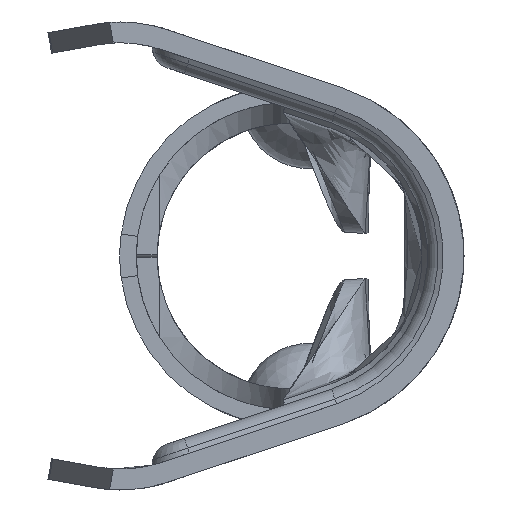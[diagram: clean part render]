
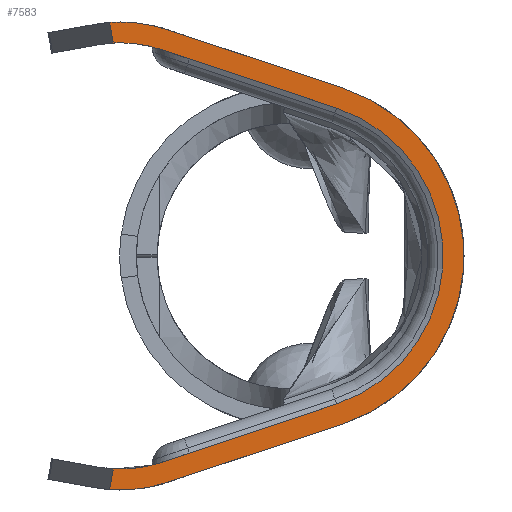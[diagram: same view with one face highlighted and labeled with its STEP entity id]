
A CAD part, left-side view. The second image highlights one B-rep face of the part: STEP entity #7583.
In plain terms, the highlighted planar face has unit normal (-1, 0, 0).
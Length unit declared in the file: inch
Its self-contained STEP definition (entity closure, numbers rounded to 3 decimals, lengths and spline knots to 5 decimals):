
#51 = VERTEX_POINT ( 'NONE', #6793 ) ;
#319 = DIRECTION ( 'NONE',  ( -1., 0., 0. ) ) ;
#431 = DIRECTION ( 'NONE',  ( 0., 0., 1. ) ) ;
#460 = VECTOR ( 'NONE', #19166, 39.37008 ) ;
#550 = DIRECTION ( 'NONE',  ( -1., 0., 0. ) ) ;
#725 = AXIS2_PLACEMENT_3D ( 'NONE', #8263, #14492, #431 ) ;
#1073 = PLANE ( 'NONE',  #13092 ) ;
#1187 = DIRECTION ( 'NONE',  ( 0., 0.176, -0.984 ) ) ;
#1486 = EDGE_CURVE ( 'NONE', #7740, #51, #12208, .T. ) ;
#1647 = DIRECTION ( 'NONE',  ( 0., 0.176, 0.984 ) ) ;
#1706 = DIRECTION ( 'NONE',  ( 1., 0., 0. ) ) ;
#2245 = VECTOR ( 'NONE', #1647, 39.37008 ) ;
#2341 = ORIENTED_EDGE ( 'NONE', *, *, #4534, .F. ) ;
#2633 = ORIENTED_EDGE ( 'NONE', *, *, #6122, .F. ) ;
#2982 = DIRECTION ( 'NONE',  ( 0., 0.949, 0.316 ) ) ;
#3171 = DIRECTION ( 'NONE',  ( 0., 0., -1. ) ) ;
#3228 = CIRCLE ( 'NONE', #14681, 0.14 ) ;
#3299 = ORIENTED_EDGE ( 'NONE', *, *, #1486, .F. ) ;
#3746 = AXIS2_PLACEMENT_3D ( 'NONE', #14383, #319, #6621 ) ;
#4317 = AXIS2_PLACEMENT_3D ( 'NONE', #6414, #12641, #18881 ) ;
#4436 = VECTOR ( 'NONE', #1187, 39.37008 ) ;
#4529 = CARTESIAN_POINT ( 'NONE',  ( -2.035, 0.12453, -0.19883 ) ) ;
#4534 = EDGE_CURVE ( 'NONE', #5035, #7740, #3228, .T. ) ;
#4639 = VECTOR ( 'NONE', #19003, 39.37008 ) ;
#4796 = CARTESIAN_POINT ( 'NONE',  ( -2.035, 0.17332, 0.22458 ) ) ;
#5035 = VERTEX_POINT ( 'NONE', #4796 ) ;
#5333 = DIRECTION ( 'NONE',  ( 0., 0.949, -0.316 ) ) ;
#5399 = EDGE_CURVE ( 'NONE', #19046, #5035, #9468, .T. ) ;
#5555 = CIRCLE ( 'NONE', #16986, 0.17 ) ;
#5684 = DIRECTION ( 'NONE',  ( -1., 0., 0. ) ) ;
#5729 = EDGE_CURVE ( 'NONE', #10047, #14693, #5555, .T. ) ;
#5885 = VERTEX_POINT ( 'NONE', #7291 ) ;
#6122 = EDGE_CURVE ( 'NONE', #16759, #9429, #18305, .T. ) ;
#6264 = VERTEX_POINT ( 'NONE', #16520 ) ;
#6414 = CARTESIAN_POINT ( 'NONE',  ( -2.035, 0.1625, 0.085 ) ) ;
#6538 = LINE ( 'NONE', #12764, #4639 ) ;
#6621 = DIRECTION ( 'NONE',  ( 0., 0., 1. ) ) ;
#6701 = LINE ( 'NONE', #12921, #460 ) ;
#6793 = CARTESIAN_POINT ( 'NONE',  ( -2.035, 0.1182, 0.21781 ) ) ;
#6850 = DIRECTION ( 'NONE',  ( 0., 0., -1. ) ) ;
#7035 = CARTESIAN_POINT ( 'NONE',  ( -2.035, 0.1625, 0.085 ) ) ;
#7051 = CIRCLE ( 'NONE', #18462, 0.12 ) ;
#7291 = CARTESIAN_POINT ( 'NONE',  ( -2.035, 0.1625, 0.205 ) ) ;
#7370 = CARTESIAN_POINT ( 'NONE',  ( -2.035, 0.0025, 0. ) ) ;
#7583 = ADVANCED_FACE ( 'NONE', ( #15121 ), #1073, .F. ) ;
#7740 = VERTEX_POINT ( 'NONE', #9405 ) ;
#7994 = DIRECTION ( 'NONE',  ( 0., 0., -1. ) ) ;
#8263 = CARTESIAN_POINT ( 'NONE',  ( -2.035, 0.1625, 0.085 ) ) ;
#8567 = VERTEX_POINT ( 'NONE', #4529 ) ;
#9017 = LINE ( 'NONE', #15234, #4436 ) ;
#9076 = ORIENTED_EDGE ( 'NONE', *, *, #5729, .F. ) ;
#9405 = CARTESIAN_POINT ( 'NONE',  ( -2.035, 0.1625, 0.225 ) ) ;
#9429 = VERTEX_POINT ( 'NONE', #9989 ) ;
#9468 = LINE ( 'NONE', #15678, #2245 ) ;
#9499 = AXIS2_PLACEMENT_3D ( 'NONE', #15733, #1706, #7994 ) ;
#9663 = EDGE_CURVE ( 'NONE', #6264, #13833, #10785, .T. ) ;
#9989 = CARTESIAN_POINT ( 'NONE',  ( -2.035, 0.17332, -0.22458 ) ) ;
#10047 = VERTEX_POINT ( 'NONE', #16798 ) ;
#10123 = EDGE_LOOP ( 'NONE', ( #11651, #2633, #13505, #9076, #19080, #3299, #2341, #16472, #11578, #18691, #18504, #18298, #19172, #19315 ) ) ;
#10785 = LINE ( 'NONE', #17013, #18377 ) ;
#10934 = CARTESIAN_POINT ( 'NONE',  ( -2.035, 0.16977, -0.20478 ) ) ;
#10967 = CARTESIAN_POINT ( 'NONE',  ( -2.035, 0.0025, 0. ) ) ;
#11269 = AXIS2_PLACEMENT_3D ( 'NONE', #14612, #550, #6850 ) ;
#11578 = ORIENTED_EDGE ( 'NONE', *, *, #12134, .F. ) ;
#11651 = ORIENTED_EDGE ( 'NONE', *, *, #17861, .T. ) ;
#11808 = EDGE_CURVE ( 'NONE', #51, #10047, #6538, .T. ) ;
#11918 = DIRECTION ( 'NONE',  ( 0., 0., -1. ) ) ;
#12134 = EDGE_CURVE ( 'NONE', #5885, #19046, #13134, .T. ) ;
#12208 = CIRCLE ( 'NONE', #725, 0.14 ) ;
#12579 = CIRCLE ( 'NONE', #3746, 0.12 ) ;
#12581 = VERTEX_POINT ( 'NONE', #14751 ) ;
#12641 = DIRECTION ( 'NONE',  ( -1., 0., 0. ) ) ;
#12764 = CARTESIAN_POINT ( 'NONE',  ( -2.035, -0.0513, 0.16126 ) ) ;
#12921 = CARTESIAN_POINT ( 'NONE',  ( -2.035, -0.04497, -0.14229 ) ) ;
#13092 = AXIS2_PLACEMENT_3D ( 'NONE', #7370, #13583, #19830 ) ;
#13098 = LINE ( 'NONE', #19340, #15258 ) ;
#13134 = CIRCLE ( 'NONE', #4317, 0.12 ) ;
#13247 = DIRECTION ( 'NONE',  ( 1., 0., 0. ) ) ;
#13505 = ORIENTED_EDGE ( 'NONE', *, *, #20073, .F. ) ;
#13583 = DIRECTION ( 'NONE',  ( 1., 0., 0. ) ) ;
#13820 = CARTESIAN_POINT ( 'NONE',  ( -2.035, 0.12453, 0.19883 ) ) ;
#13833 = VERTEX_POINT ( 'NONE', #13820 ) ;
#14338 = VERTEX_POINT ( 'NONE', #10934 ) ;
#14383 = CARTESIAN_POINT ( 'NONE',  ( -2.035, 0.1625, 0.085 ) ) ;
#14492 = DIRECTION ( 'NONE',  ( 1., 0., 0. ) ) ;
#14612 = CARTESIAN_POINT ( 'NONE',  ( -2.035, 0.0025, 0. ) ) ;
#14681 = AXIS2_PLACEMENT_3D ( 'NONE', #7035, #13247, #19488 ) ;
#14693 = VERTEX_POINT ( 'NONE', #16736 ) ;
#14751 = CARTESIAN_POINT ( 'NONE',  ( -2.035, -0.04497, -0.14229 ) ) ;
#15121 = FACE_OUTER_BOUND ( 'NONE', #10123, .T. ) ;
#15234 = CARTESIAN_POINT ( 'NONE',  ( -2.035, 0.08455, 0.27079 ) ) ;
#15258 = VECTOR ( 'NONE', #5333, 39.37008 ) ;
#15678 = CARTESIAN_POINT ( 'NONE',  ( -2.035, 0.08455, -0.27079 ) ) ;
#15733 = CARTESIAN_POINT ( 'NONE',  ( -2.035, 0.1625, -0.085 ) ) ;
#15819 = EDGE_CURVE ( 'NONE', #12581, #6264, #20093, .T. ) ;
#16124 = EDGE_CURVE ( 'NONE', #13833, #5885, #12579, .T. ) ;
#16344 = EDGE_CURVE ( 'NONE', #14338, #8567, #7051, .T. ) ;
#16472 = ORIENTED_EDGE ( 'NONE', *, *, #5399, .F. ) ;
#16520 = CARTESIAN_POINT ( 'NONE',  ( -2.035, -0.04497, 0.14229 ) ) ;
#16677 = EDGE_CURVE ( 'NONE', #8567, #12581, #6701, .T. ) ;
#16736 = CARTESIAN_POINT ( 'NONE',  ( -2.035, -0.0513, -0.16126 ) ) ;
#16759 = VERTEX_POINT ( 'NONE', #17285 ) ;
#16798 = CARTESIAN_POINT ( 'NONE',  ( -2.035, -0.0513, 0.16126 ) ) ;
#16986 = AXIS2_PLACEMENT_3D ( 'NONE', #10967, #17199, #3171 ) ;
#17013 = CARTESIAN_POINT ( 'NONE',  ( -2.035, -0.04497, 0.14229 ) ) ;
#17199 = DIRECTION ( 'NONE',  ( 1., 0., 0. ) ) ;
#17285 = CARTESIAN_POINT ( 'NONE',  ( -2.035, 0.1182, -0.21781 ) ) ;
#17824 = CARTESIAN_POINT ( 'NONE',  ( -2.035, 0.16977, 0.20478 ) ) ;
#17861 = EDGE_CURVE ( 'NONE', #14338, #9429, #9017, .T. ) ;
#18298 = ORIENTED_EDGE ( 'NONE', *, *, #15819, .F. ) ;
#18305 = CIRCLE ( 'NONE', #9499, 0.14 ) ;
#18377 = VECTOR ( 'NONE', #2982, 39.37008 ) ;
#18462 = AXIS2_PLACEMENT_3D ( 'NONE', #19689, #5684, #11918 ) ;
#18504 = ORIENTED_EDGE ( 'NONE', *, *, #9663, .F. ) ;
#18691 = ORIENTED_EDGE ( 'NONE', *, *, #16124, .F. ) ;
#18881 = DIRECTION ( 'NONE',  ( 0., 0., 1. ) ) ;
#19003 = DIRECTION ( 'NONE',  ( 0., -0.949, -0.316 ) ) ;
#19046 = VERTEX_POINT ( 'NONE', #17824 ) ;
#19080 = ORIENTED_EDGE ( 'NONE', *, *, #11808, .F. ) ;
#19166 = DIRECTION ( 'NONE',  ( 0., -0.949, 0.316 ) ) ;
#19172 = ORIENTED_EDGE ( 'NONE', *, *, #16677, .F. ) ;
#19315 = ORIENTED_EDGE ( 'NONE', *, *, #16344, .F. ) ;
#19340 = CARTESIAN_POINT ( 'NONE',  ( -2.035, -0.0513, -0.16126 ) ) ;
#19488 = DIRECTION ( 'NONE',  ( 0., 0., 1. ) ) ;
#19689 = CARTESIAN_POINT ( 'NONE',  ( -2.035, 0.1625, -0.085 ) ) ;
#19830 = DIRECTION ( 'NONE',  ( 0., 0., -1. ) ) ;
#20073 = EDGE_CURVE ( 'NONE', #14693, #16759, #13098, .T. ) ;
#20093 = CIRCLE ( 'NONE', #11269, 0.15 ) ;
